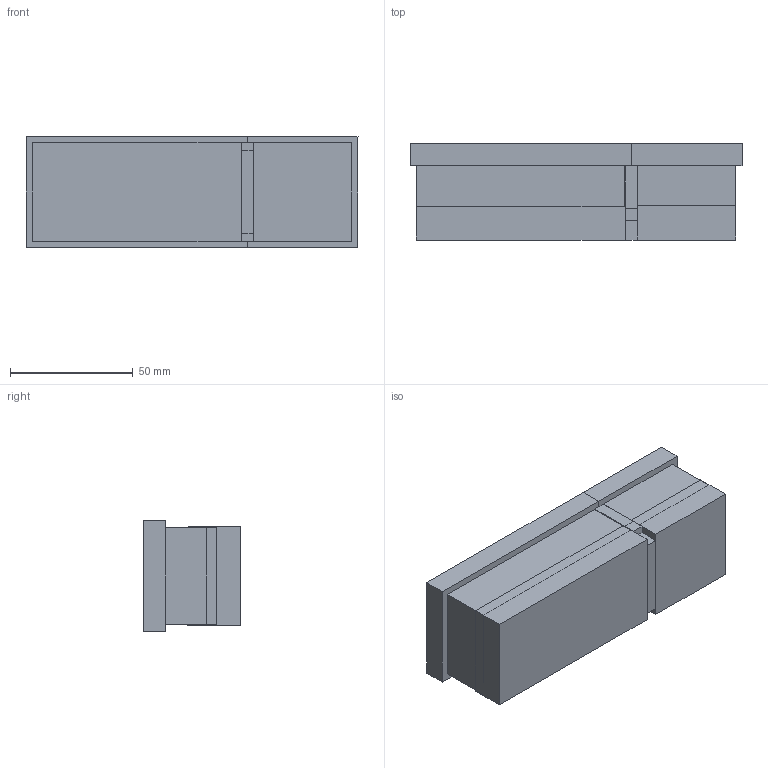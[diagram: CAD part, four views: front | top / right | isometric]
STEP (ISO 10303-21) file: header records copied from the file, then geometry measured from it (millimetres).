
FILE_DESCRIPTION (( 'STEP AP214' ), '1' );
FILE_NAME ('6120042.stp', '2024-09-04T07:37:23', ( '' ), ( '' ), 'SwSTEP 2.0', 'SolidWorks 2022', '' );
FILE_SCHEMA (( 'AUTOMOTIVE_DESIGN' ));
Length unit declared in the file: millimetre
Products named in the file (9): 6120042; 104820_Standard; 044038_Standard; 044679_Standard; 104821_Standard; 044033; 077655_Standard; 044037; 044036_Standard
Assembly tree (10 placements, depth 3):
  6120042
    044037
    044036_Standard
    104821_Standard
      104820_Standard
      044679_Standard
    077655_Standard
      044033
      044679_Standard  x2
    044038_Standard
Bounding box: 135 x 39.35 x 45 mm (x, y, z)
Volume: 167724.5 mm3; surface area: 58261.5 mm2
Topology: 8 solids, 8 shells, 211 faces, 562 edges, 372 vertices
Faces by surface type: plane 163, cone 30, cylinder 18
Full cylindrical faces by diameter (mm): 5.5 x6, 5.75 x6, 6 x3, 38.4 x3
Entity records: 4961 total; most frequent: CARTESIAN_POINT 784, DIRECTION 712, ORIENTED_EDGE 698, EDGE_CURVE 349, VECTOR 270, LINE 270, VERTEX_POINT 237, AXIS2_PLACEMENT_3D 221
